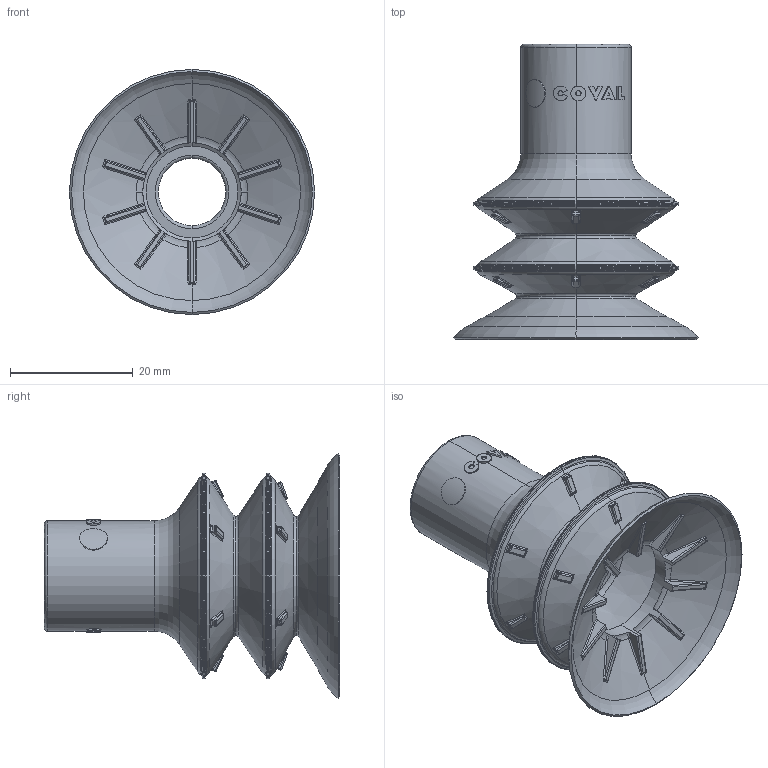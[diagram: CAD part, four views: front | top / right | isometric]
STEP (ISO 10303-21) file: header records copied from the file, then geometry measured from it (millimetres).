
FILE_DESCRIPTION(('STEP AP214'),'1');
FILE_NAME('COVAL_MVS402_5SIT5C.stp','2017-12-27T18:42:39',('TraceParts'),('TraceParts S.A.'),'Spatial InterOp 3D',' ',' ');
FILE_SCHEMA(('automotive_design'));
Length unit declared in the file: millimetre
Products named in the file (1): COVAL_MVS402_5SIT5C
Bounding box: 40 x 48.15 x 40 mm (x, y, z)
Volume: 7995.1 mm3; surface area: 10147.9 mm2
Topology: 1 solids, 1 shells, 761 faces, 1861 edges, 1027 vertices
Faces by surface type: bspline 269, cylinder 187, plane 116, sphere 86, torus 68, cone 35
Entity records: 36027 total; most frequent: CARTESIAN_POINT 14832, ORIENTED_EDGE 3530, DIRECTION 2643, EDGE_CURVE 1765, AXIS2_PLACEMENT_3D 1136, VERTEX_POINT 1027, EDGE_LOOP 784, STYLED_ITEM 762
